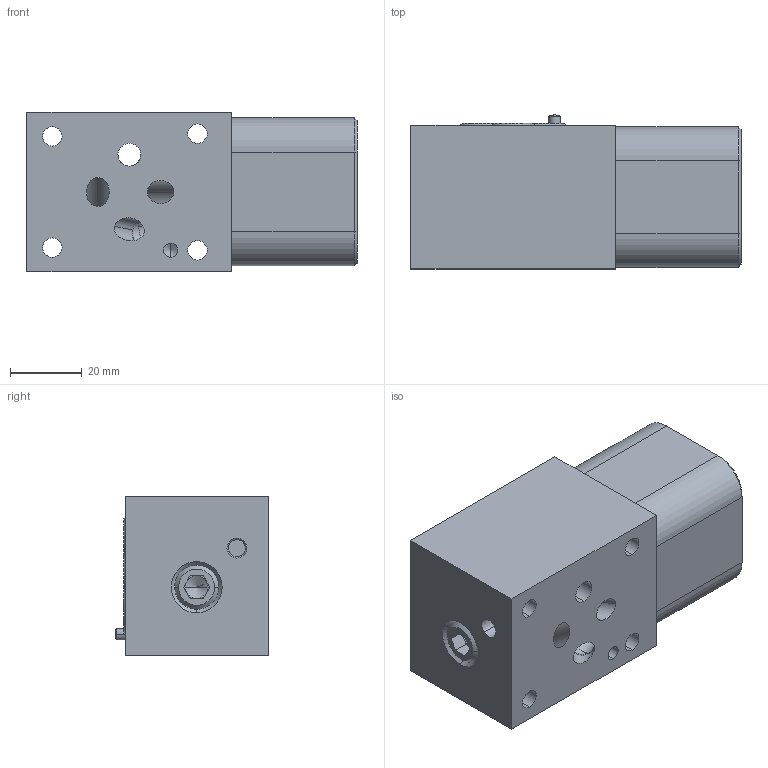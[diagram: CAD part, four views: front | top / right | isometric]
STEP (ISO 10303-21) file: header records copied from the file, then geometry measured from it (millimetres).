
FILE_DESCRIPTION((''),'2;1');
FILE_NAME('W4L_ASM','2023-06-27T',('ProEService'),(''),'PRO/ENGINEER BY PARAMETRIC TECHNOLOGY CORPORATION, 2014200','PRO/ENGINEER BY PARAMETRIC TECHNOLOGY CORPORATION, 2014200','');
FILE_SCHEMA(('CONFIG_CONTROL_DESIGN'));
Length unit declared in the file: inch
Products named in the file (6): 158-772-001; 340-003; 850-004-218; 500-001-012; 811-001-006; W4L_ASM
Assembly tree (8 placements, depth 2):
  W4L_ASM
    158-772-001
    340-003
    850-004-218
    500-001-012  x4
    811-001-006
Bounding box: 92.08 x 42.93 x 44.45 mm (x, y, z)
Volume: 125964.6 mm3; surface area: 31419.5 mm2
Topology: 8 solids, 8 shells, 190 faces, 680 edges, 633 vertices
Faces by surface type: cylinder 68, plane 51, cone 41, revolution 16, sphere 14
Entity records: 8402 total; most frequent: CARTESIAN_POINT 2930, DIRECTION 1147, ORIENTED_EDGE 832, EDGE_CURVE 416, VECTOR 407, LINE 407, AXIS2_PLACEMENT_3D 368, VERTEX_POINT 258
